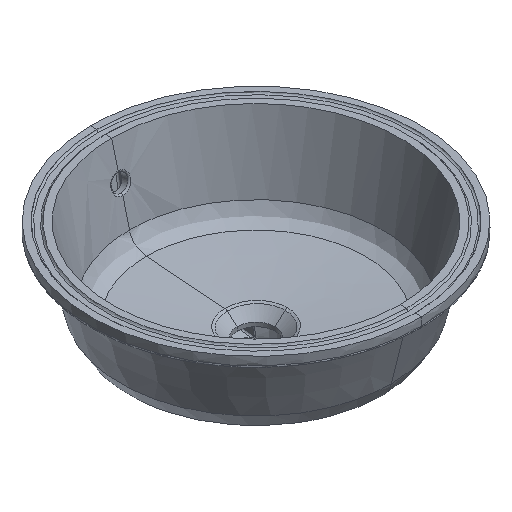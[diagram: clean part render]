
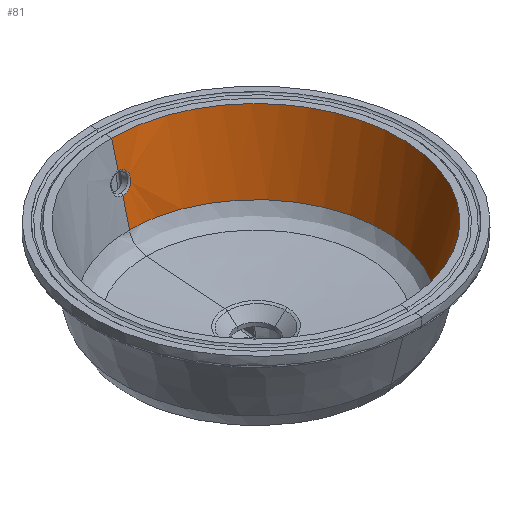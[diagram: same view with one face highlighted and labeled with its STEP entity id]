
A CAD part, isometric view. The second image highlights one B-rep face of the part: STEP entity #81.
In plain terms, the highlighted free-form (B-spline) face has degree [3, 1] with [7, 2] control points.
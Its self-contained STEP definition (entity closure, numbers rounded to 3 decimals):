
#81=ADVANCED_FACE('',(#275),#2675,.T.);
#275=FACE_OUTER_BOUND('',#469,.T.);
#469=EDGE_LOOP('',(#773,#774,#775,#776,#777,#778));
#773=ORIENTED_EDGE('',*,*,#1599,.F.);
#774=ORIENTED_EDGE('',*,*,#1558,.F.);
#775=ORIENTED_EDGE('',*,*,#1636,.F.);
#776=ORIENTED_EDGE('',*,*,#1600,.F.);
#777=ORIENTED_EDGE('',*,*,#1601,.F.);
#778=ORIENTED_EDGE('',*,*,#1560,.F.);
#1558=EDGE_CURVE('',#2447,#2448,#2336,.T.);
#1560=EDGE_CURVE('',#2449,#2438,#2337,.T.);
#1599=EDGE_CURVE('',#2448,#2449,#2036,.T.);
#1600=EDGE_CURVE('',#2441,#2450,#2341,.T.);
#1601=EDGE_CURVE('',#2438,#2441,#2342,.T.);
#1636=EDGE_CURVE('',#2450,#2447,#2066,.T.);
#2036=B_SPLINE_CURVE_WITH_KNOTS('',3,(#11074,#11075,#11076,#11077,#11078,
#11079,#11080,#11081,#11082,#11083),.UNSPECIFIED.,.F.,.F.,(4,2,2,2,4),(-38.445,
-28.833,-19.222,-9.611,0.),.UNSPECIFIED.);
#2066=B_SPLINE_CURVE_WITH_KNOTS('',3,(#11571,#11572,#11573,#11574,#11575,
#11576,#11577,#11578,#11579,#11580,#11581,#11582,#11583,#11584,#11585,#11586,
#11587,#11588,#11589,#11590,#11591,#11592,#11593,#11594,#11595,#11596,#11597,
#11598,#11599,#11600,#11601,#11602,#11603,#11604,#11605,#11606,#11607,#11608,
#11609,#11610,#11611,#11612,#11613,#11614),.UNSPECIFIED.,.F.,.F.,(4,2,2,
2,2,2,2,2,2,2,2,2,2,2,2,2,2,2,2,2,2,4),(0.,30.195,60.39,
75.487,90.584,120.779,150.974,181.169,
196.266,211.364,241.558,271.753,286.851,
301.948,332.143,362.338,377.435,392.532,
422.727,437.825,452.922,483.117),
 .UNSPECIFIED.);
#2336=(
BOUNDED_CURVE()
B_SPLINE_CURVE(1,(#10617,#10618),.UNSPECIFIED.,.F.,.F.)
B_SPLINE_CURVE_WITH_KNOTS((2,2),(0.,32.998),.UNSPECIFIED.)
CURVE()
GEOMETRIC_REPRESENTATION_ITEM()
RATIONAL_B_SPLINE_CURVE((1.,1.))
REPRESENTATION_ITEM('')
);
#2337=(
BOUNDED_CURVE()
B_SPLINE_CURVE(1,(#10629,#10630),.UNSPECIFIED.,.F.,.F.)
B_SPLINE_CURVE_WITH_KNOTS((2,2),(0.,31.54),.UNSPECIFIED.)
CURVE()
GEOMETRIC_REPRESENTATION_ITEM()
RATIONAL_B_SPLINE_CURVE((1.,1.))
REPRESENTATION_ITEM('')
);
#2341=(
BOUNDED_CURVE()
B_SPLINE_CURVE(1,(#11084,#11085),.UNSPECIFIED.,.F.,.F.)
B_SPLINE_CURVE_WITH_KNOTS((2,2),(-88.529,0.),.UNSPECIFIED.)
CURVE()
GEOMETRIC_REPRESENTATION_ITEM()
RATIONAL_B_SPLINE_CURVE((1.,1.))
REPRESENTATION_ITEM('')
);
#2342=(
BOUNDED_CURVE()
B_SPLINE_CURVE(2,(#11086,#11087,#11088,#11089,#11090,#11091,#11092,#11093,
#11094),.UNSPECIFIED.,.F.,.F.)
B_SPLINE_CURVE_WITH_KNOTS((3,2,2,2,3),(-579.899,-434.924,
-289.95,-144.975,0.),.UNSPECIFIED.)
CURVE()
GEOMETRIC_REPRESENTATION_ITEM()
RATIONAL_B_SPLINE_CURVE((1.,0.924,1.,0.924,1.,0.924,
1.,0.924,1.))
REPRESENTATION_ITEM('')
);
#2438=VERTEX_POINT('',#10117);
#2441=VERTEX_POINT('',#10120);
#2447=VERTEX_POINT('',#10126);
#2448=VERTEX_POINT('',#10127);
#2449=VERTEX_POINT('',#10128);
#2450=VERTEX_POINT('',#10129);
#2675=(
BOUNDED_SURFACE()
B_SPLINE_SURFACE(3,1,((#3918,#3919),(#3920,#3921),(#3922,#3923),(#3924,
#3925),(#3926,#3927),(#3928,#3929),(#3930,#3931)),.UNSPECIFIED.,.F.,.F.,
 .F.)
B_SPLINE_SURFACE_WITH_KNOTS((4,3,4),(2,2),(0.,307.538,615.076),
(0.,89.961),.UNSPECIFIED.)
GEOMETRIC_REPRESENTATION_ITEM()
RATIONAL_B_SPLINE_SURFACE(((0.992,0.992),(0.8,
0.8),(0.803,0.803),(1.,1.),(0.803,
0.803),(0.8,0.8),(0.992,
0.992)))
REPRESENTATION_ITEM('')
SURFACE()
);
#3918=CARTESIAN_POINT('',(0.003,-174.993,-19.995));
#3919=CARTESIAN_POINT('',(0.003,-153.445,-106.418));
#3920=CARTESIAN_POINT('',(102.682,-174.993,-19.995));
#3921=CARTESIAN_POINT('',(90.039,-153.445,-106.418));
#3922=CARTESIAN_POINT('',(175.003,-102.34,-19.995));
#3923=CARTESIAN_POINT('',(153.456,-89.738,-106.418));
#3924=CARTESIAN_POINT('',(175.003,0.007,-19.995));
#3925=CARTESIAN_POINT('',(153.456,0.007,-106.418));
#3926=CARTESIAN_POINT('',(175.003,102.354,-19.995));
#3927=CARTESIAN_POINT('',(153.456,89.752,-106.418));
#3928=CARTESIAN_POINT('',(102.682,175.007,-19.995));
#3929=CARTESIAN_POINT('',(90.039,153.459,-106.418));
#3930=CARTESIAN_POINT('',(0.003,175.007,-19.995));
#3931=CARTESIAN_POINT('',(0.003,153.459,-106.418));
#10117=CARTESIAN_POINT('',(0.003,175.007,-19.995));
#10120=CARTESIAN_POINT('',(0.003,-174.993,-19.995));
#10126=CARTESIAN_POINT('',(0.003,153.588,-105.902));
#10127=CARTESIAN_POINT('',(0.003,161.571,-73.885));
#10128=CARTESIAN_POINT('',(0.003,167.377,-50.598));
#10129=CARTESIAN_POINT('',(0.003,-153.576,-105.894));
#10617=CARTESIAN_POINT('',(0.003,153.588,-105.902));
#10618=CARTESIAN_POINT('',(0.003,161.571,-73.885));
#10629=CARTESIAN_POINT('',(0.003,167.377,-50.598));
#10630=CARTESIAN_POINT('',(0.003,175.007,-19.995));
#11074=CARTESIAN_POINT('',(0.003,161.571,-73.885));
#11075=CARTESIAN_POINT('',(3.157,161.571,-73.885));
#11076=CARTESIAN_POINT('',(6.215,161.787,-72.599));
#11077=CARTESIAN_POINT('',(10.624,162.66,-68.185));
#11078=CARTESIAN_POINT('',(11.865,163.318,-65.152));
#11079=CARTESIAN_POINT('',(11.862,164.828,-59.111));
#11080=CARTESIAN_POINT('',(10.596,165.679,-56.108));
#11081=CARTESIAN_POINT('',(6.234,166.962,-51.854));
#11082=CARTESIAN_POINT('',(3.157,167.377,-50.598));
#11083=CARTESIAN_POINT('',(0.003,167.377,-50.598));
#11084=CARTESIAN_POINT('',(0.003,-174.993,-19.995));
#11085=CARTESIAN_POINT('',(0.003,-153.576,-105.894));
#11086=CARTESIAN_POINT('',(0.003,175.007,-19.995));
#11087=CARTESIAN_POINT('',(72.491,175.007,-19.995));
#11088=CARTESIAN_POINT('',(123.747,123.751,-19.995));
#11089=CARTESIAN_POINT('',(175.003,72.494,-19.995));
#11090=CARTESIAN_POINT('',(175.003,0.007,-19.995));
#11091=CARTESIAN_POINT('',(175.003,-72.48,-19.995));
#11092=CARTESIAN_POINT('',(123.747,-123.737,-19.995));
#11093=CARTESIAN_POINT('',(72.491,-174.993,-19.995));
#11094=CARTESIAN_POINT('',(0.003,-174.993,-19.995));
#11571=CARTESIAN_POINT('',(0.003,-153.576,-105.894));
#11572=CARTESIAN_POINT('',(10.146,-153.576,-105.894));
#11573=CARTESIAN_POINT('',(20.177,-152.582,-105.891));
#11574=CARTESIAN_POINT('',(40.022,-148.618,-105.883));
#11575=CARTESIAN_POINT('',(49.679,-145.668,-105.878));
#11576=CARTESIAN_POINT('',(63.53,-139.917,-105.872));
#11577=CARTESIAN_POINT('',(68.055,-137.775,-105.87));
#11578=CARTESIAN_POINT('',(76.916,-133.033,-105.865));
#11579=CARTESIAN_POINT('',(81.275,-130.417,-105.864));
#11580=CARTESIAN_POINT('',(93.856,-121.993,-105.858));
#11581=CARTESIAN_POINT('',(101.581,-115.634,-105.854));
#11582=CARTESIAN_POINT('',(115.74,-101.465,-105.848));
#11583=CARTESIAN_POINT('',(122.221,-93.561,-105.846));
#11584=CARTESIAN_POINT('',(133.355,-76.868,-105.841));
#11585=CARTESIAN_POINT('',(138.067,-68.049,-105.84));
#11586=CARTESIAN_POINT('',(143.842,-54.103,-105.837));
#11587=CARTESIAN_POINT('',(145.556,-49.308,-105.837));
#11588=CARTESIAN_POINT('',(148.475,-39.663,-105.836));
#11589=CARTESIAN_POINT('',(149.689,-34.799,-105.835));
#11590=CARTESIAN_POINT('',(152.61,-20.083,-105.834));
#11591=CARTESIAN_POINT('',(153.603,-10.109,-105.834));
#11592=CARTESIAN_POINT('',(153.599,10.175,-105.834));
#11593=CARTESIAN_POINT('',(152.603,20.188,-105.835));
#11594=CARTESIAN_POINT('',(149.643,35.015,-105.836));
#11595=CARTESIAN_POINT('',(148.402,39.949,-105.837));
#11596=CARTESIAN_POINT('',(145.462,49.597,-105.838));
#11597=CARTESIAN_POINT('',(143.764,54.318,-105.839));
#11598=CARTESIAN_POINT('',(138.006,68.176,-105.842));
#11599=CARTESIAN_POINT('',(133.287,77.012,-105.844));
#11600=CARTESIAN_POINT('',(122.017,93.85,-105.848));
#11601=CARTESIAN_POINT('',(115.626,101.606,-105.851));
#11602=CARTESIAN_POINT('',(105.012,112.206,-105.857));
#11603=CARTESIAN_POINT('',(101.299,115.571,-105.858));
#11604=CARTESIAN_POINT('',(93.513,121.956,-105.863));
#11605=CARTESIAN_POINT('',(89.419,124.987,-105.865));
#11606=CARTESIAN_POINT('',(76.867,133.358,-105.872));
#11607=CARTESIAN_POINT('',(68.077,138.044,-105.877));
#11608=CARTESIAN_POINT('',(54.274,143.77,-105.885));
#11609=CARTESIAN_POINT('',(49.569,145.46,-105.888));
#11610=CARTESIAN_POINT('',(39.947,148.39,-105.894));
#11611=CARTESIAN_POINT('',(35.01,149.632,-105.897));
#11612=CARTESIAN_POINT('',(20.164,152.593,-105.902));
#11613=CARTESIAN_POINT('',(10.146,153.588,-105.902));
#11614=CARTESIAN_POINT('',(0.003,153.588,-105.902));
